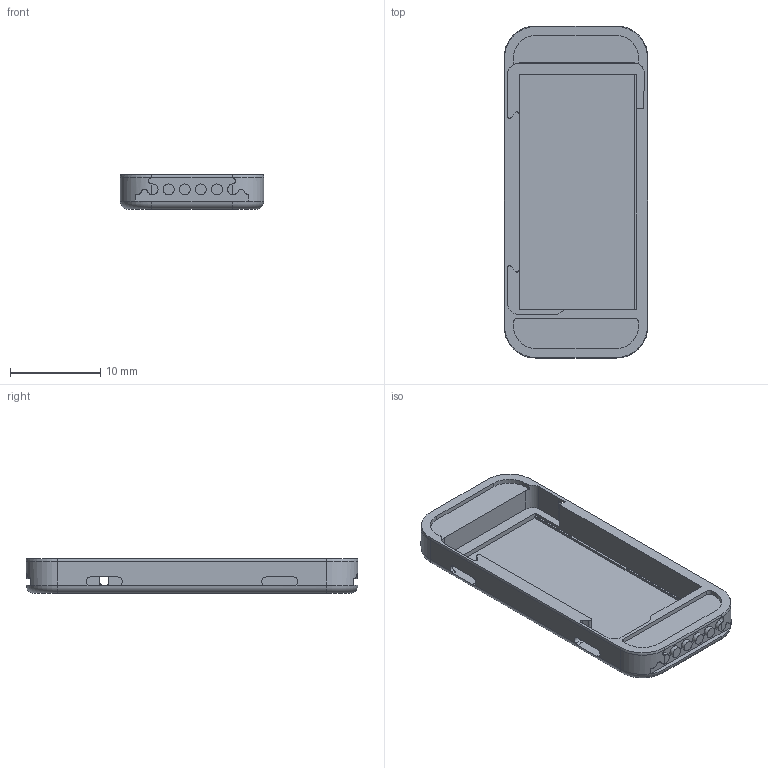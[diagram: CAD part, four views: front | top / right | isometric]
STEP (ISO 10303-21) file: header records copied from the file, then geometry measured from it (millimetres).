
FILE_DESCRIPTION(('HOOPS Exchange Step'),'2;1');
FILE_NAME('temp_export','2025-12-17T09:23:14-13:00',('sanyamsaharan'),('Shapr3D Limited'),'HOOPS Exchange 2025.7','Shapr3D','Authorized');
FILE_SCHEMA( ('AP242_MANAGED_MODEL_BASED_3D_ENGINEERING_MIM_LF {1 0 10303 442 1 1 4}') );
Length unit declared in the file: millimetre
Products named in the file (1): main case (battery)
Bounding box: 15.93 x 36.8 x 3.81 mm (x, y, z)
Volume: 791.4 mm3; surface area: 1849.1 mm2
Topology: 1 solids, 1 shells, 146 faces, 404 edges, 264 vertices
Faces by surface type: cylinder 70, plane 61, torus 8, bspline 7
Full cylindrical faces by diameter (mm): 1.2 x8
Entity records: 5027 total; most frequent: CARTESIAN_POINT 1196, ORIENTED_EDGE 808, DIRECTION 807, EDGE_CURVE 404, AXIS2_PLACEMENT_3D 303, VERTEX_POINT 264, VECTOR 201, LINE 201
